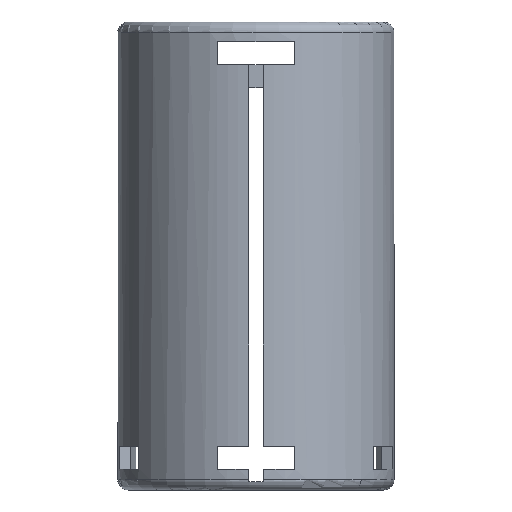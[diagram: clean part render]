
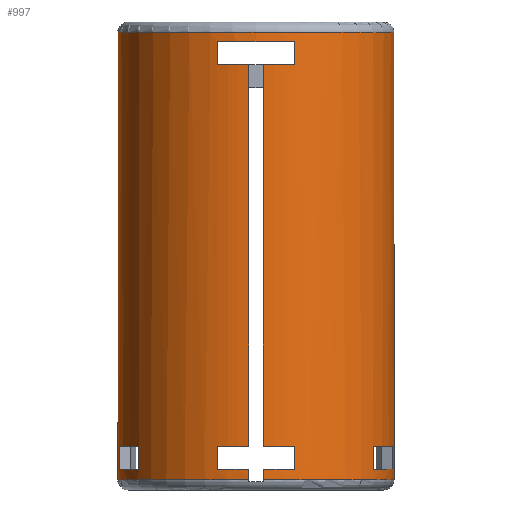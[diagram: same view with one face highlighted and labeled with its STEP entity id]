
A CAD part, left-side view. The second image highlights one B-rep face of the part: STEP entity #997.
In plain terms, the highlighted cylindrical face has radius 6.6 mm (diameter 13.2 mm), a partial arc.
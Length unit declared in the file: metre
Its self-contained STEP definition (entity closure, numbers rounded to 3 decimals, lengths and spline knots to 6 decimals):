
#56=LINE('',#1495,#150);
#57=LINE('',#1499,#151);
#58=LINE('',#1503,#152);
#59=LINE('',#1507,#153);
#60=LINE('',#1511,#154);
#61=LINE('',#1515,#155);
#62=LINE('',#1519,#156);
#63=LINE('',#1523,#157);
#64=LINE('',#1527,#158);
#65=LINE('',#1531,#159);
#66=LINE('',#1532,#160);
#67=LINE('',#1537,#161);
#68=LINE('',#1543,#162);
#69=LINE('',#1547,#163);
#150=VECTOR('',#1185,1.);
#151=VECTOR('',#1188,1.);
#152=VECTOR('',#1191,1.);
#153=VECTOR('',#1194,1.);
#154=VECTOR('',#1197,1.);
#155=VECTOR('',#1200,1.);
#156=VECTOR('',#1203,1.);
#157=VECTOR('',#1206,1.);
#158=VECTOR('',#1209,1.);
#159=VECTOR('',#1212,1.);
#160=VECTOR('',#1213,1.);
#161=VECTOR('',#1216,1.);
#162=VECTOR('',#1221,1.);
#163=VECTOR('',#1224,1.);
#248=ORIENTED_EDGE('',*,*,#564,.T.);
#249=ORIENTED_EDGE('',*,*,#565,.T.);
#250=ORIENTED_EDGE('',*,*,#566,.T.);
#251=ORIENTED_EDGE('',*,*,#567,.F.);
#252=ORIENTED_EDGE('',*,*,#568,.F.);
#253=ORIENTED_EDGE('',*,*,#569,.T.);
#254=ORIENTED_EDGE('',*,*,#570,.T.);
#255=ORIENTED_EDGE('',*,*,#571,.F.);
#256=ORIENTED_EDGE('',*,*,#572,.F.);
#257=ORIENTED_EDGE('',*,*,#573,.F.);
#258=ORIENTED_EDGE('',*,*,#574,.T.);
#259=ORIENTED_EDGE('',*,*,#575,.T.);
#260=ORIENTED_EDGE('',*,*,#576,.F.);
#261=ORIENTED_EDGE('',*,*,#577,.T.);
#262=ORIENTED_EDGE('',*,*,#578,.T.);
#263=ORIENTED_EDGE('',*,*,#579,.F.);
#264=ORIENTED_EDGE('',*,*,#580,.F.);
#265=ORIENTED_EDGE('',*,*,#581,.T.);
#266=ORIENTED_EDGE('',*,*,#582,.T.);
#267=ORIENTED_EDGE('',*,*,#583,.T.);
#268=ORIENTED_EDGE('',*,*,#584,.F.);
#269=ORIENTED_EDGE('',*,*,#585,.T.);
#270=ORIENTED_EDGE('',*,*,#586,.T.);
#271=ORIENTED_EDGE('',*,*,#587,.T.);
#272=ORIENTED_EDGE('',*,*,#588,.T.);
#273=ORIENTED_EDGE('',*,*,#589,.F.);
#274=ORIENTED_EDGE('',*,*,#590,.T.);
#275=ORIENTED_EDGE('',*,*,#591,.T.);
#564=EDGE_CURVE('',#722,#723,#822,.F.);
#565=EDGE_CURVE('',#723,#724,#56,.T.);
#566=EDGE_CURVE('',#724,#725,#823,.T.);
#567=EDGE_CURVE('',#726,#725,#57,.T.);
#568=EDGE_CURVE('',#727,#726,#824,.T.);
#569=EDGE_CURVE('',#727,#728,#58,.F.);
#570=EDGE_CURVE('',#728,#729,#825,.T.);
#571=EDGE_CURVE('',#730,#729,#59,.T.);
#572=EDGE_CURVE('',#731,#730,#826,.T.);
#573=EDGE_CURVE('',#732,#731,#60,.T.);
#574=EDGE_CURVE('',#732,#733,#827,.T.);
#575=EDGE_CURVE('',#733,#734,#61,.T.);
#576=EDGE_CURVE('',#735,#734,#828,.T.);
#577=EDGE_CURVE('',#735,#736,#62,.T.);
#578=EDGE_CURVE('',#736,#737,#829,.T.);
#579=EDGE_CURVE('',#738,#737,#63,.F.);
#580=EDGE_CURVE('',#739,#738,#830,.T.);
#581=EDGE_CURVE('',#739,#740,#64,.T.);
#582=EDGE_CURVE('',#740,#741,#831,.T.);
#583=EDGE_CURVE('',#741,#722,#65,.F.);
#584=EDGE_CURVE('',#742,#743,#66,.T.);
#585=EDGE_CURVE('',#742,#744,#832,.T.);
#586=EDGE_CURVE('',#744,#745,#67,.T.);
#587=EDGE_CURVE('',#745,#743,#833,.T.);
#588=EDGE_CURVE('',#746,#747,#834,.T.);
#589=EDGE_CURVE('',#748,#747,#68,.T.);
#590=EDGE_CURVE('',#748,#749,#835,.T.);
#591=EDGE_CURVE('',#749,#746,#69,.T.);
#722=VERTEX_POINT('',#1493);
#723=VERTEX_POINT('',#1494);
#724=VERTEX_POINT('',#1496);
#725=VERTEX_POINT('',#1498);
#726=VERTEX_POINT('',#1500);
#727=VERTEX_POINT('',#1502);
#728=VERTEX_POINT('',#1504);
#729=VERTEX_POINT('',#1506);
#730=VERTEX_POINT('',#1508);
#731=VERTEX_POINT('',#1510);
#732=VERTEX_POINT('',#1512);
#733=VERTEX_POINT('',#1514);
#734=VERTEX_POINT('',#1516);
#735=VERTEX_POINT('',#1518);
#736=VERTEX_POINT('',#1520);
#737=VERTEX_POINT('',#1522);
#738=VERTEX_POINT('',#1524);
#739=VERTEX_POINT('',#1526);
#740=VERTEX_POINT('',#1528);
#741=VERTEX_POINT('',#1530);
#742=VERTEX_POINT('',#1533);
#743=VERTEX_POINT('',#1534);
#744=VERTEX_POINT('',#1536);
#745=VERTEX_POINT('',#1538);
#746=VERTEX_POINT('',#1541);
#747=VERTEX_POINT('',#1542);
#748=VERTEX_POINT('',#1544);
#749=VERTEX_POINT('',#1546);
#822=CIRCLE('',#1065,0.0066);
#823=CIRCLE('',#1066,0.0066);
#824=CIRCLE('',#1067,0.0066);
#825=CIRCLE('',#1068,0.0066);
#826=CIRCLE('',#1069,0.0066);
#827=CIRCLE('',#1070,0.0066);
#828=CIRCLE('',#1071,0.0066);
#829=CIRCLE('',#1072,0.0066);
#830=CIRCLE('',#1073,0.0066);
#831=CIRCLE('',#1074,0.0066);
#832=CIRCLE('',#1075,0.0066);
#833=CIRCLE('',#1076,0.0066);
#834=CIRCLE('',#1077,0.0066);
#835=CIRCLE('',#1078,0.0066);
#875=EDGE_LOOP('',(#248,#249,#250,#251,#252,#253,#254,#255,#256,#257,#258,
#259,#260,#261,#262,#263,#264,#265,#266,#267));
#876=EDGE_LOOP('',(#268,#269,#270,#271));
#877=EDGE_LOOP('',(#272,#273,#274,#275));
#927=FACE_BOUND('',#875,.T.);
#928=FACE_BOUND('',#876,.T.);
#929=FACE_BOUND('',#877,.T.);
#979=CYLINDRICAL_SURFACE('',#1064,0.0066);
#997=ADVANCED_FACE('',(#927,#928,#929),#979,.T.);
#1064=AXIS2_PLACEMENT_3D('',#1491,#1181,#1182);
#1065=AXIS2_PLACEMENT_3D('',#1492,#1183,#1184);
#1066=AXIS2_PLACEMENT_3D('',#1497,#1186,#1187);
#1067=AXIS2_PLACEMENT_3D('',#1501,#1189,#1190);
#1068=AXIS2_PLACEMENT_3D('',#1505,#1192,#1193);
#1069=AXIS2_PLACEMENT_3D('',#1509,#1195,#1196);
#1070=AXIS2_PLACEMENT_3D('',#1513,#1198,#1199);
#1071=AXIS2_PLACEMENT_3D('',#1517,#1201,#1202);
#1072=AXIS2_PLACEMENT_3D('',#1521,#1204,#1205);
#1073=AXIS2_PLACEMENT_3D('',#1525,#1207,#1208);
#1074=AXIS2_PLACEMENT_3D('',#1529,#1210,#1211);
#1075=AXIS2_PLACEMENT_3D('',#1535,#1214,#1215);
#1076=AXIS2_PLACEMENT_3D('',#1539,#1217,#1218);
#1077=AXIS2_PLACEMENT_3D('',#1540,#1219,#1220);
#1078=AXIS2_PLACEMENT_3D('',#1545,#1222,#1223);
#1181=DIRECTION('',(0.,0.,-1.));
#1182=DIRECTION('',(-1.,0.,0.));
#1183=DIRECTION('',(0.,0.,1.));
#1184=DIRECTION('',(1.,0.,0.));
#1185=DIRECTION('',(0.,0.,-1.));
#1186=DIRECTION('',(0.,0.,1.));
#1187=DIRECTION('',(1.,0.,0.));
#1188=DIRECTION('',(0.,0.,-1.));
#1189=DIRECTION('',(0.,0.,1.));
#1190=DIRECTION('',(0.,-1.,0.));
#1191=DIRECTION('',(0.,0.,-1.));
#1192=DIRECTION('',(0.,0.,1.));
#1193=DIRECTION('',(0.,-1.,0.));
#1194=DIRECTION('',(0.,0.,-1.));
#1195=DIRECTION('',(0.,0.,1.));
#1196=DIRECTION('',(1.,0.,0.));
#1197=DIRECTION('',(0.,0.,-1.));
#1198=DIRECTION('',(0.,0.,1.));
#1199=DIRECTION('',(1.,0.,0.));
#1200=DIRECTION('',(0.,0.,-1.));
#1201=DIRECTION('',(0.,0.,1.));
#1202=DIRECTION('',(1.,0.,0.));
#1203=DIRECTION('',(0.,0.,-1.));
#1204=DIRECTION('',(0.,0.,1.));
#1205=DIRECTION('',(0.,-1.,0.));
#1206=DIRECTION('',(0.,0.,-1.));
#1207=DIRECTION('',(0.,0.,1.));
#1208=DIRECTION('',(0.,-1.,0.));
#1209=DIRECTION('',(0.,0.,-1.));
#1210=DIRECTION('',(0.,0.,1.));
#1211=DIRECTION('',(1.,0.,0.));
#1212=DIRECTION('',(0.,0.,-1.));
#1213=DIRECTION('',(0.,0.,-1.));
#1214=DIRECTION('',(0.,0.,1.));
#1215=DIRECTION('',(1.,0.,0.));
#1216=DIRECTION('',(0.,0.,-1.));
#1217=DIRECTION('',(0.,0.,-1.));
#1218=DIRECTION('',(-1.,0.,0.));
#1219=DIRECTION('',(0.,0.,-1.));
#1220=DIRECTION('',(-1.,0.,0.));
#1221=DIRECTION('',(0.,0.,-1.));
#1222=DIRECTION('',(0.,0.,1.));
#1223=DIRECTION('',(1.,0.,0.));
#1224=DIRECTION('',(0.,0.,-1.));
#1491=CARTESIAN_POINT('',(0.,0.,0.0102));
#1492=CARTESIAN_POINT('',(0.,0.,0.02085));
#1493=CARTESIAN_POINT('',(0.001795,-0.006351,0.02085));
#1494=CARTESIAN_POINT('',(0.001795,0.006351,0.02085));
#1495=CARTESIAN_POINT('',(0.001795,0.006351,0.0102));
#1496=CARTESIAN_POINT('',(0.001795,0.006351,-0.0005));
#1497=CARTESIAN_POINT('',(0.,0.,-0.0005));
#1498=CARTESIAN_POINT('',(-0.006591,0.00035,-0.0005));
#1499=CARTESIAN_POINT('',(-0.006591,0.00035,0.0102));
#1500=CARTESIAN_POINT('',(-0.006591,0.00035,0.));
#1501=CARTESIAN_POINT('',(0.,0.,0.));
#1502=CARTESIAN_POINT('',(-0.006337,0.001846,0.));
#1503=CARTESIAN_POINT('',(-0.006337,0.001846,0.0102));
#1504=CARTESIAN_POINT('',(-0.006337,0.001846,0.0011));
#1505=CARTESIAN_POINT('',(0.,0.,0.0011));
#1506=CARTESIAN_POINT('',(-0.006591,0.00035,0.0011));
#1507=CARTESIAN_POINT('',(-0.006591,0.00035,0.0102));
#1508=CARTESIAN_POINT('',(-0.006591,0.00035,0.0193));
#1509=CARTESIAN_POINT('',(0.,0.,0.0193));
#1510=CARTESIAN_POINT('',(-0.006337,0.001846,0.0193));
#1511=CARTESIAN_POINT('',(-0.006337,0.001846,0.0102));
#1512=CARTESIAN_POINT('',(-0.006337,0.001846,0.0204));
#1513=CARTESIAN_POINT('',(0.,0.,0.0204));
#1514=CARTESIAN_POINT('',(-0.006337,-0.001846,0.0204));
#1515=CARTESIAN_POINT('',(-0.006337,-0.001846,0.0102));
#1516=CARTESIAN_POINT('',(-0.006337,-0.001846,0.0193));
#1517=CARTESIAN_POINT('',(0.,0.,0.0193));
#1518=CARTESIAN_POINT('',(-0.006591,-0.00035,0.0193));
#1519=CARTESIAN_POINT('',(-0.006591,-0.00035,0.0102));
#1520=CARTESIAN_POINT('',(-0.006591,-0.00035,0.0011));
#1521=CARTESIAN_POINT('',(0.,0.,0.0011));
#1522=CARTESIAN_POINT('',(-0.006337,-0.001846,0.0011));
#1523=CARTESIAN_POINT('',(-0.006337,-0.001846,0.0102));
#1524=CARTESIAN_POINT('',(-0.006337,-0.001846,0.));
#1525=CARTESIAN_POINT('',(0.,0.,0.));
#1526=CARTESIAN_POINT('',(-0.006591,-0.00035,0.));
#1527=CARTESIAN_POINT('',(-0.006591,-0.00035,0.0102));
#1528=CARTESIAN_POINT('',(-0.006591,-0.00035,-0.0005));
#1529=CARTESIAN_POINT('',(0.,0.,-0.0005));
#1530=CARTESIAN_POINT('',(0.001795,-0.006351,-0.0005));
#1531=CARTESIAN_POINT('',(0.001795,-0.006351,0.0102));
#1532=CARTESIAN_POINT('',(-0.003508,-0.00559,0.0102));
#1533=CARTESIAN_POINT('',(-0.003508,-0.00559,0.0011));
#1534=CARTESIAN_POINT('',(-0.003508,-0.00559,0.));
#1535=CARTESIAN_POINT('',(0.,0.,0.0011));
#1536=CARTESIAN_POINT('',(-0.000906,-0.006538,0.0011));
#1537=CARTESIAN_POINT('',(-0.000906,-0.006538,0.0102));
#1538=CARTESIAN_POINT('',(-0.000906,-0.006538,0.));
#1539=CARTESIAN_POINT('',(0.,0.,0.));
#1540=CARTESIAN_POINT('',(0.,0.,0.));
#1541=CARTESIAN_POINT('',(-0.003508,0.00559,0.));
#1542=CARTESIAN_POINT('',(-0.000906,0.006538,0.));
#1543=CARTESIAN_POINT('',(-0.000906,0.006538,0.0102));
#1544=CARTESIAN_POINT('',(-0.000906,0.006538,0.0011));
#1545=CARTESIAN_POINT('',(0.,0.,0.0011));
#1546=CARTESIAN_POINT('',(-0.003508,0.00559,0.0011));
#1547=CARTESIAN_POINT('',(-0.003508,0.00559,0.0102));
